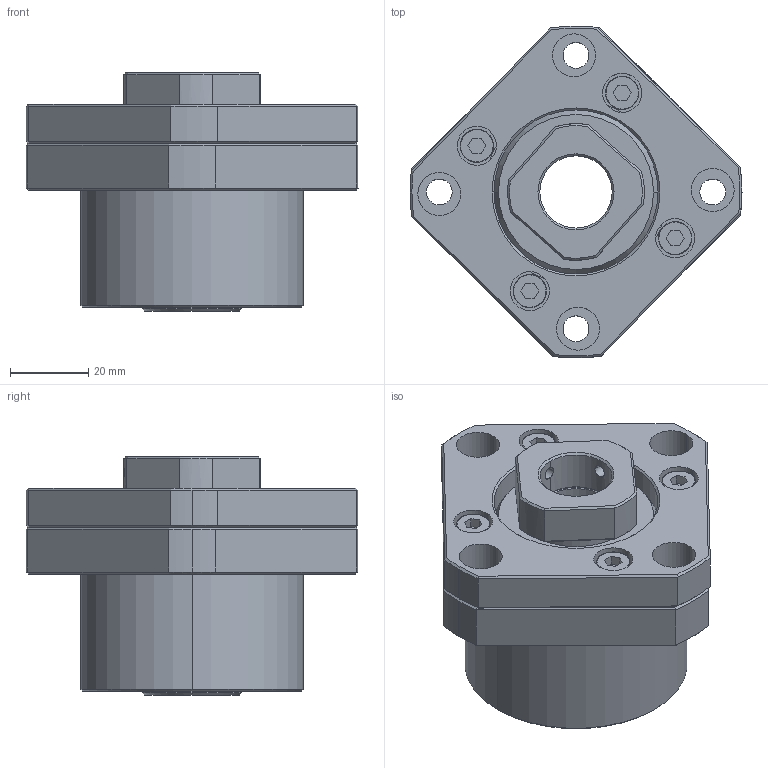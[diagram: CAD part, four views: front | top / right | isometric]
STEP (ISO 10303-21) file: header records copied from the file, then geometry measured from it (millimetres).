
FILE_DESCRIPTION (( 'STEP AP214' ), '1' );
FILE_NAME ('FK20.STEP', '2019-04-08T01:48:38', ( '' ), ( '' ), 'SwSTEP 2.0', 'SolidWorks 2015', '' );
FILE_SCHEMA (( 'AUTOMOTIVE_DESIGN' ));
Length unit declared in the file: millimetre
Products named in the file (1): FK20
Bounding box: 85 x 84.95 x 61 mm (x, y, z)
Surface area: 36995.6 mm2 (no closed solid volume)
Topology: 0 solids, 35 shells, 765 faces, 2083 edges, 1372 vertices
Faces by surface type: plane 610, cylinder 69, cone 57, bspline 29
Entity records: 26784 total; most frequent: CARTESIAN_POINT 6714, ORIENTED_EDGE 4089, DIRECTION 3620, EDGE_CURVE 2083, LINE 1712, VECTOR 1712, VERTEX_POINT 1372, AXIS2_PLACEMENT_3D 954
